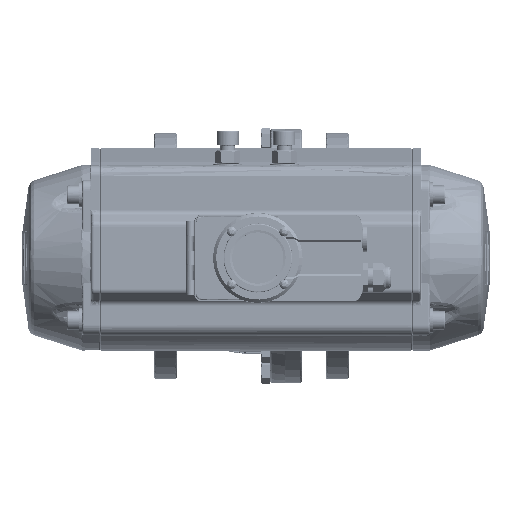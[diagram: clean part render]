
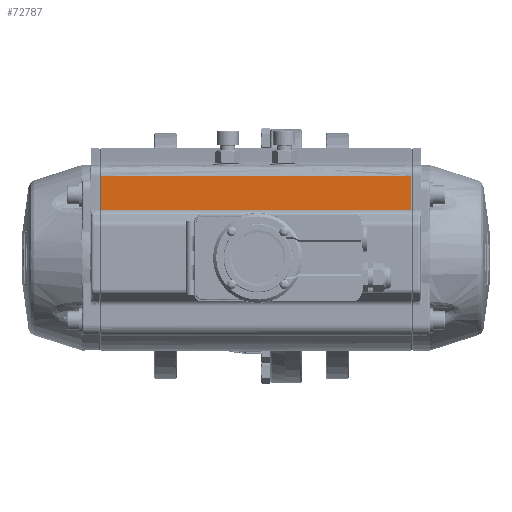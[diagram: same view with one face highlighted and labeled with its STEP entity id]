
A CAD part, top view. The second image highlights one B-rep face of the part: STEP entity #72787.
In plain terms, the highlighted free-form (B-spline) face has degree [1, 1] with [2, 2] control points.
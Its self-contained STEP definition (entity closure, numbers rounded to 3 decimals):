
#71490 = CARTESIAN_POINT ('', (152.841, 75.711, 387.903));
#71491 = VERTEX_POINT ('', #71490);
#71517 = CARTESIAN_POINT ('', (152.841, 43.514, 387.903));
#71518 = VERTEX_POINT ('', #71517);
#71526 = CARTESIAN_POINT ('', (152.841, 75.711, 387.903));
#71527 = CARTESIAN_POINT ('', (152.841, 43.514, 387.903));
#71528 = B_SPLINE_CURVE_WITH_KNOTS ('', 1, (#71526, #71527), .UNSPECIFIED., .F., .U., (2, 2), (0., 1.), .UNSPECIFIED.);
#71529 = EDGE_CURVE ('', #71491, #71518, #71528, .T.);
#72742 = CARTESIAN_POINT ('', (-143.159, 43.514, 387.903));
#72743 = VERTEX_POINT ('', #72742);
#72744 = CARTESIAN_POINT ('', (-143.159, 43.514, 387.903));
#72745 = CARTESIAN_POINT ('', (152.841, 43.514, 387.903));
#72746 = B_SPLINE_CURVE_WITH_KNOTS ('', 1, (#72744, #72745), .UNSPECIFIED., .F., .U., (2, 2), (0., 1.), .UNSPECIFIED.);
#72747 = EDGE_CURVE ('', #72743, #71518, #72746, .T.);
#72766 = ORIENTED_EDGE ('', *, *, #71529, .F.);
#72767 = CARTESIAN_POINT ('', (-143.159, 75.711, 387.903));
#72768 = VERTEX_POINT ('', #72767);
#72769 = CARTESIAN_POINT ('', (-143.159, 75.711, 387.903));
#72770 = CARTESIAN_POINT ('', (152.841, 75.711, 387.903));
#72771 = B_SPLINE_CURVE_WITH_KNOTS ('', 1, (#72769, #72770), .UNSPECIFIED., .F., .U., (2, 2), (0., 1.), .UNSPECIFIED.);
#72772 = EDGE_CURVE ('', #72768, #71491, #72771, .T.);
#72773 = ORIENTED_EDGE ('', *, *, #72772, .F.);
#72774 = CARTESIAN_POINT ('', (-143.159, 43.514, 387.903));
#72775 = CARTESIAN_POINT ('', (-143.159, 75.711, 387.903));
#72776 = B_SPLINE_CURVE_WITH_KNOTS ('', 1, (#72774, #72775), .UNSPECIFIED., .F., .U., (2, 2), (0., 1.), .UNSPECIFIED.);
#72777 = EDGE_CURVE ('', #72743, #72768, #72776, .T.);
#72778 = ORIENTED_EDGE ('', *, *, #72777, .F.);
#72779 = ORIENTED_EDGE ('', *, *, #72747, .T.);
#72780 = EDGE_LOOP ('', (#72766, #72773, #72778, #72779));
#72781 = FACE_OUTER_BOUND ('', #72780, .T.);
#72782 = CARTESIAN_POINT ('', (-143.159, 75.711, 387.903));
#72783 = CARTESIAN_POINT ('', (152.841, 75.711, 387.903));
#72784 = CARTESIAN_POINT ('', (-143.159, 43.514, 387.903));
#72785 = CARTESIAN_POINT ('', (152.841, 43.514, 387.903));
#72786 = B_SPLINE_SURFACE_WITH_KNOTS ('', 1, 1, ((#72782, #72783), (#72784, #72785)), .UNSPECIFIED., .F., .F., .U., (2, 2), (2, 2), (0., 32.198), (-297., -1.), .UNSPECIFIED.);
#72787 = ADVANCED_FACE ('', (#72781), #72786, .T.);
